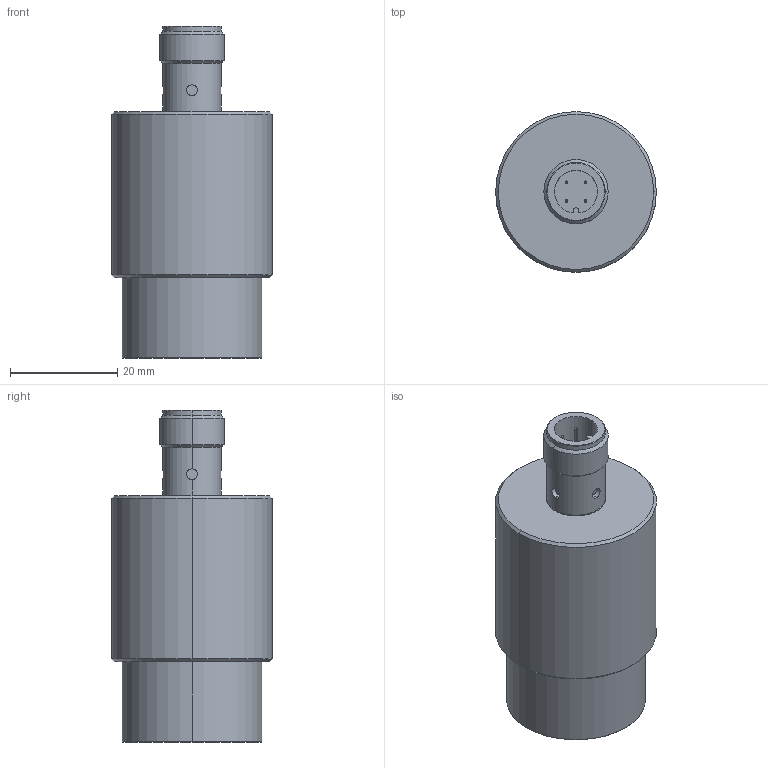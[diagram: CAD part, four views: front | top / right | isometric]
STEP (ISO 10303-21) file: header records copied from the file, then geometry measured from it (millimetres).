
FILE_DESCRIPTION(('modularis output'),'2;1');
FILE_NAME('Ni20U-M30-AP6X-H1141.stp','11:42:06 2003/11/13',( 'modularis software ag'),('modularis software ag'), 'unknown preprocess','ACIS','unknown authorization');
FILE_SCHEMA(('CONFIG_CONTROL_DESIGN {UNKNOWN IMPLEMENTATION LEVEL}'));
Length unit declared in the file: millimetre
Products named in the file (1): PRODUCT_ID_3
Bounding box: 30 x 30 x 62 mm (x, y, z)
Volume: 31054.5 mm3; surface area: 6356.5 mm2
Topology: 1 solids, 1 shells, 63 faces, 138 edges, 78 vertices
Faces by surface type: cylinder 30, cone 14, plane 11, sphere 8
Entity records: 1585 total; most frequent: CARTESIAN_POINT 353, ORIENTED_EDGE 260, DIRECTION 202, EDGE_CURVE 130, VERTEX_POINT 78, AXIS2_PLACEMENT_3D 75, EDGE_LOOP 72, FACE_BOUND 72
